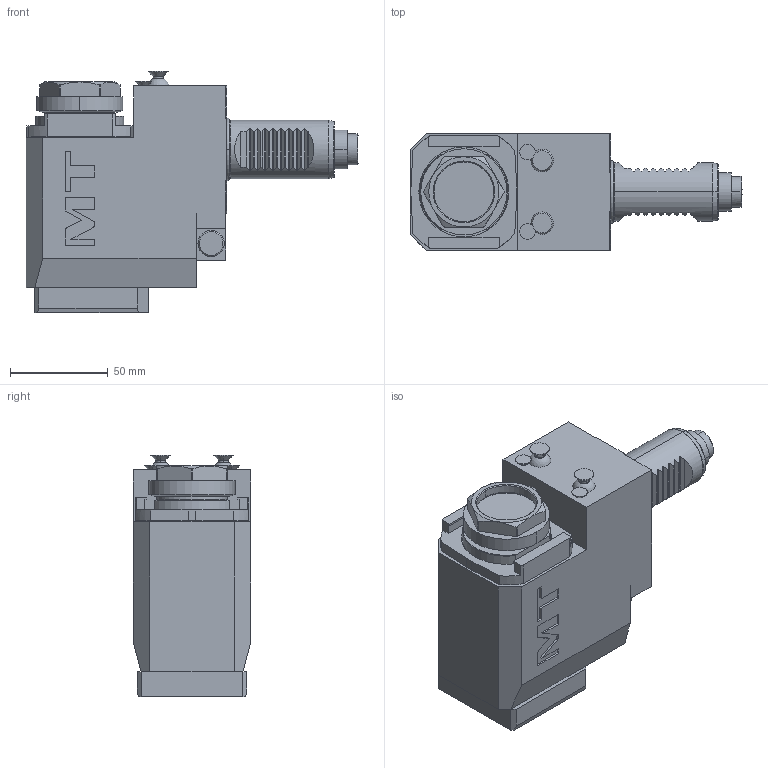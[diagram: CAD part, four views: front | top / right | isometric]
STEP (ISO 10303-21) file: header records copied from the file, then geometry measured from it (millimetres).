
FILE_DESCRIPTION((''),'2;1');
FILE_NAME('SAU0642232_CONF','2023-11-16T15:05:09',('smalpassi'),('M.T. srl'),'CREO PARAMETRIC BY PTC INC, 2021072','CREO PARAMETRIC BY PTC INC, 2021072','');
FILE_SCHEMA(('CONFIG_CONTROL_DESIGN'));
Length unit declared in the file: millimetre
Products named in the file (1): SAU0642232_CONF
Bounding box: 169.5 x 60 x 123.55 mm (x, y, z)
Volume: 634467.8 mm3; surface area: 69036.5 mm2
Topology: 2 solids, 2 shells, 332 faces, 843 edges, 546 vertices
Faces by surface type: plane 193, cylinder 80, cone 37, torus 16, extrusion 4, sphere 2
Entity records: 11072 total; most frequent: CARTESIAN_POINT 3061, ORIENTED_EDGE 1686, DIRECTION 1586, EDGE_CURVE 843, VERTEX_POINT 546, AXIS2_PLACEMENT_3D 537, VECTOR 512, LINE 508
